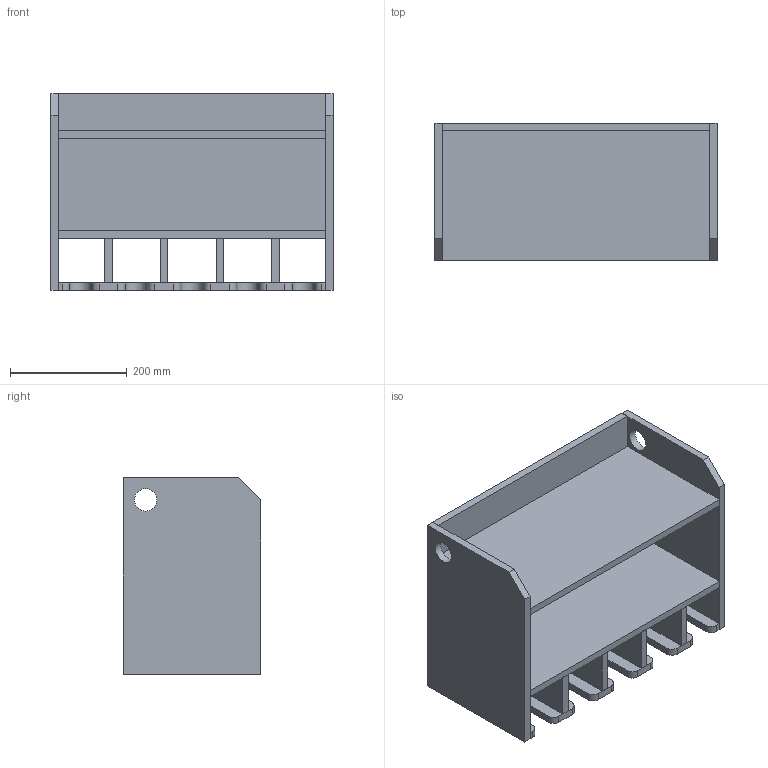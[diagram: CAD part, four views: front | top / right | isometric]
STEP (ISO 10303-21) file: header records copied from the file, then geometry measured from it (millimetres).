
FILE_DESCRIPTION(/* description */ (''),/* implementation_level */ '2;1');
FILE_NAME(/* name */ 'Drill Storage v26.step',/* time_stamp */ '2022-04-20T13:44:52-05:00',/* author */ (''),/* organization */ (''),/* preprocessor_version */ 'ST-DEVELOPER v18.1',/* originating_system */ 'Autodesk Translation Framework v10.14.0.1471',/* authorisation */ '');
FILE_SCHEMA (('AUTOMOTIVE_DESIGN { 1 0 10303 214 3 1 1 }'));
Length unit declared in the file: millimetre
Products named in the file (7): Drill Storage; Back; Top Shelf; Lower Shelf; Stall Divider; Side; Bottom
Assembly tree (10 placements, depth 2):
  Drill Storage
    Side  x2
    Back
    Top Shelf
    Lower Shelf
    Stall Divider  x4
    Bottom
Bounding box: 482.6 x 234.95 x 336.55 mm (x, y, z)
Volume: 7844375.6 mm3; surface area: 1388496.5 mm2
Topology: 10 solids, 10 shells, 94 faces, 222 edges, 148 vertices
Faces by surface type: plane 77, cylinder 17
Full cylindrical faces by diameter (mm): 38.1 x2
Entity records: 2314 total; most frequent: DIRECTION 370, CARTESIAN_POINT 365, ORIENTED_EDGE 336, EDGE_CURVE 168, LINE 136, VECTOR 136, AXIS2_PLACEMENT_3D 117, VERTEX_POINT 112
